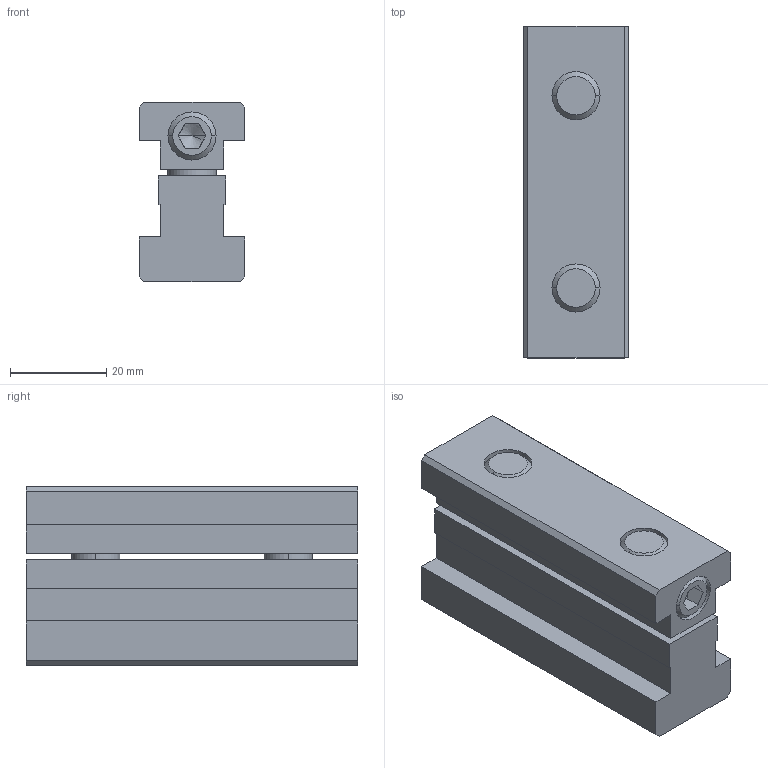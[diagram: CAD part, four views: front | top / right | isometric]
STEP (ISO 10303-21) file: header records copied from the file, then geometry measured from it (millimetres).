
FILE_DESCRIPTION(('STEP AP214'),'1');
FILE_NAME(' ',' ',('TraceParts'),('TraceParts S.A.'),'XStep 1.0',' ',' ');
FILE_SCHEMA(('automotive_design'));
Length unit declared in the file: millimetre
Products named in the file (1): 1
Bounding box: 22 x 69 x 37.3 mm (x, y, z)
Volume: 43430.4 mm3; surface area: 12402.7 mm2
Topology: 1 solids, 1 shells, 78 faces, 188 edges, 118 vertices
Faces by surface type: plane 46, cone 16, cylinder 16
Entity records: 4370 total; most frequent: CARTESIAN_POINT 405, STYLED_ITEM 381, PRESENTATION_STYLE_ASSIGNMENT 381, COLOUR_RGB 381, DIRECTION 374, ORIENTED_EDGE 368, EDGE_CURVE 184, CURVE_STYLE 184
